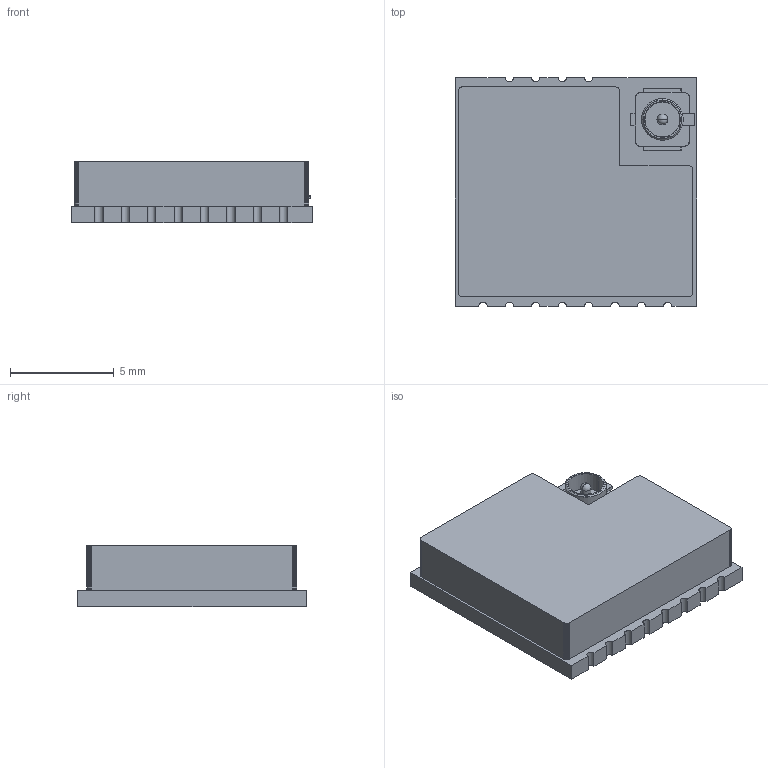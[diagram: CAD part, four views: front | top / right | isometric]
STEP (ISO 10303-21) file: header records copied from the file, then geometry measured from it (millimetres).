
FILE_DESCRIPTION(('Open CASCADE Model'),'2;1');
FILE_NAME('Open CASCADE Shape Model','2024-09-13T17:03:43',('Author'),( 'Open CASCADE'),'Open CASCADE STEP processor 6.8','Open CASCADE 6.8' ,'Unknown');
FILE_SCHEMA(('AUTOMOTIVE_DESIGN { 1 0 10303 214 1 1 1 1 }'));
Length unit declared in the file: millimetre
Products named in the file (9): PCB; Board; Open CASCADE STEP translator 6.8 2.1.1; Open CASCADE STEP translator 6.8 2.1.1.1; RFI1; User_Library-IPEX; M2; 6163788192; Extruded
Assembly tree (8 placements, depth 4):
  PCB
    Board
      Open CASCADE STEP translator 6.8 2.1.1
        Open CASCADE STEP translator 6.8 2.1.1.1
    RFI1
      User_Library-IPEX
    M2
      6163788192
        Extruded
Bounding box: 11.6 x 11 x 2.95 mm (x, y, z)
Volume: 321.3 mm3; surface area: 615.9 mm2
Topology: 3 solids, 3 shells, 213 faces, 551 edges, 335 vertices
Faces by surface type: plane 109, cylinder 64, torus 23, sphere 11, cone 6
Full cylindrical faces by diameter (mm): 0.2 x1
Entity records: 6690 total; most frequent: CARTESIAN_POINT 1208, DIRECTION 1131, ORIENTED_EDGE 1080, EDGE_CURVE 540, AXIS2_PLACEMENT_3D 381, LINE 369, VECTOR 369, VERTEX_POINT 335
